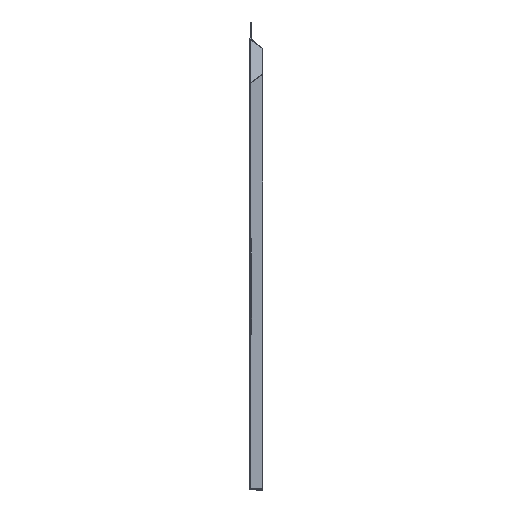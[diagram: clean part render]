
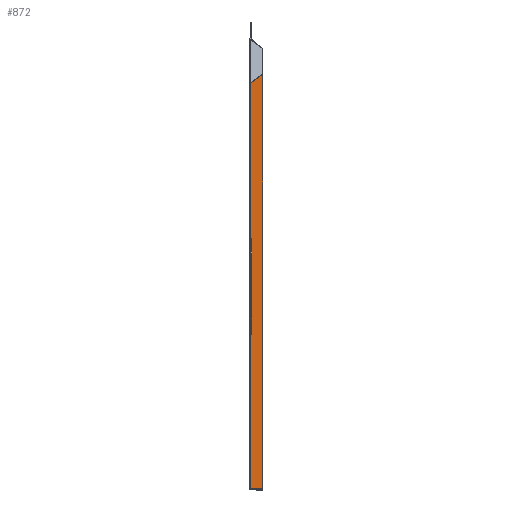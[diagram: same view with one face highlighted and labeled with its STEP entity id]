
A CAD part, left-side view. The second image highlights one B-rep face of the part: STEP entity #872.
In plain terms, the highlighted planar face has unit normal (-1, 0, 0).
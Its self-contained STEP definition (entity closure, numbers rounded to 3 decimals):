
#43 = DIRECTION ( 'NONE',  ( 0., 0., 1. ) ) ;
#46 = CARTESIAN_POINT ( 'NONE',  ( 222.5, -13., 211.5 ) ) ;
#61 = VERTEX_POINT ( 'NONE', #1638 ) ;
#92 = LINE ( 'NONE', #1857, #1029 ) ;
#96 = DIRECTION ( 'NONE',  ( 0., 1., 0. ) ) ;
#99 = CARTESIAN_POINT ( 'NONE',  ( 222.5, -0.7, 221.5 ) ) ;
#196 = ORIENTED_EDGE ( 'NONE', *, *, #801, .F. ) ;
#217 = EDGE_CURVE ( 'NONE', #1719, #61, #1343, .T. ) ;
#334 = LINE ( 'NONE', #1986, #689 ) ;
#377 = DIRECTION ( 'NONE',  ( 1., 0., 0. ) ) ;
#435 = EDGE_CURVE ( 'NONE', #968, #1482, #1456, .T. ) ;
#452 = DIRECTION ( 'NONE',  ( 0., 0., 1. ) ) ;
#492 = EDGE_CURVE ( 'NONE', #828, #1005, #92, .T. ) ;
#520 = CARTESIAN_POINT ( 'NONE',  ( 222.5, -3., 221.5 ) ) ;
#532 = CARTESIAN_POINT ( 'NONE',  ( 222.5, -1.7, -221.5 ) ) ;
#556 = VERTEX_POINT ( 'NONE', #99 ) ;
#584 = ORIENTED_EDGE ( 'NONE', *, *, #1244, .T. ) ;
#689 = VECTOR ( 'NONE', #96, 1000. ) ;
#713 = CARTESIAN_POINT ( 'NONE',  ( 222.5, -13., 211.5 ) ) ;
#781 = CARTESIAN_POINT ( 'NONE',  ( 222.5, -13., 0. ) ) ;
#794 = ORIENTED_EDGE ( 'NONE', *, *, #435, .T. ) ;
#801 = EDGE_CURVE ( 'NONE', #61, #556, #1752, .T. ) ;
#822 = DIRECTION ( 'NONE',  ( 0., 0.707, 0.707 ) ) ;
#828 = VERTEX_POINT ( 'NONE', #520 ) ;
#863 = VECTOR ( 'NONE', #822, 1000. ) ;
#872 = ADVANCED_FACE ( 'NONE', ( #1336 ), #1789, .F. ) ;
#899 = DIRECTION ( 'NONE',  ( 0., 1., 0. ) ) ;
#901 = VECTOR ( 'NONE', #43, 1000. ) ;
#907 = VECTOR ( 'NONE', #1500, 1000. ) ;
#968 = VERTEX_POINT ( 'NONE', #1032 ) ;
#988 = LINE ( 'NONE', #1275, #1790 ) ;
#1005 = VERTEX_POINT ( 'NONE', #1990 ) ;
#1029 = VECTOR ( 'NONE', #899, 1000. ) ;
#1032 = CARTESIAN_POINT ( 'NONE',  ( 222.5, -13., -221.5 ) ) ;
#1041 = ORIENTED_EDGE ( 'NONE', *, *, #1686, .T. ) ;
#1244 = EDGE_CURVE ( 'NONE', #1719, #968, #988, .T. ) ;
#1266 = ORIENTED_EDGE ( 'NONE', *, *, #217, .F. ) ;
#1275 = CARTESIAN_POINT ( 'NONE',  ( 222.5, 0., -221.5 ) ) ;
#1283 = CARTESIAN_POINT ( 'NONE',  ( 222.5, 0., -221.5 ) ) ;
#1324 = CARTESIAN_POINT ( 'NONE',  ( 222.5, 0., 0. ) ) ;
#1336 = FACE_OUTER_BOUND ( 'NONE', #1525, .T. ) ;
#1343 = LINE ( 'NONE', #1283, #907 ) ;
#1456 = LINE ( 'NONE', #781, #1826 ) ;
#1468 = EDGE_CURVE ( 'NONE', #1005, #556, #334, .T. ) ;
#1482 = VERTEX_POINT ( 'NONE', #713 ) ;
#1490 = DIRECTION ( 'NONE',  ( 0., 1., 0. ) ) ;
#1500 = DIRECTION ( 'NONE',  ( 0., 1., 0. ) ) ;
#1525 = EDGE_LOOP ( 'NONE', ( #794, #1041, #1886, #1723, #196, #1266, #584 ) ) ;
#1638 = CARTESIAN_POINT ( 'NONE',  ( 222.5, -0.7, -221.5 ) ) ;
#1686 = EDGE_CURVE ( 'NONE', #1482, #828, #1818, .T. ) ;
#1719 = VERTEX_POINT ( 'NONE', #532 ) ;
#1723 = ORIENTED_EDGE ( 'NONE', *, *, #1468, .T. ) ;
#1752 = LINE ( 'NONE', #1938, #901 ) ;
#1789 = PLANE ( 'NONE',  #1973 ) ;
#1790 = VECTOR ( 'NONE', #1905, 1000. ) ;
#1818 = LINE ( 'NONE', #46, #863 ) ;
#1826 = VECTOR ( 'NONE', #452, 1000. ) ;
#1857 = CARTESIAN_POINT ( 'NONE',  ( 222.5, 0., 221.5 ) ) ;
#1886 = ORIENTED_EDGE ( 'NONE', *, *, #492, .T. ) ;
#1905 = DIRECTION ( 'NONE',  ( 0., -1., 0. ) ) ;
#1938 = CARTESIAN_POINT ( 'NONE',  ( 222.5, -0.7, 0. ) ) ;
#1973 = AXIS2_PLACEMENT_3D ( 'NONE', #1324, #377, #1490 ) ;
#1986 = CARTESIAN_POINT ( 'NONE',  ( 222.5, -1.7, 221.5 ) ) ;
#1990 = CARTESIAN_POINT ( 'NONE',  ( 222.5, -1.7, 221.5 ) ) ;
